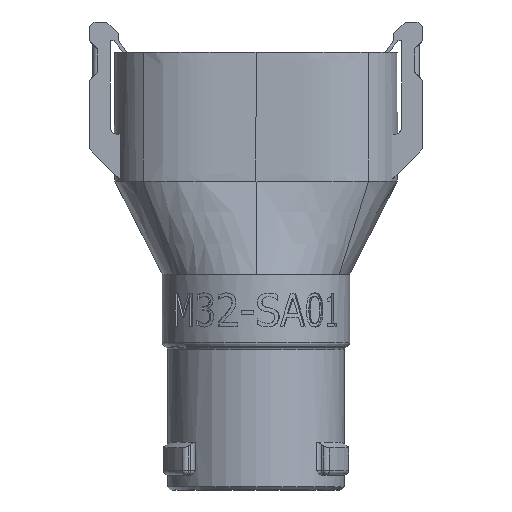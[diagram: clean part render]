
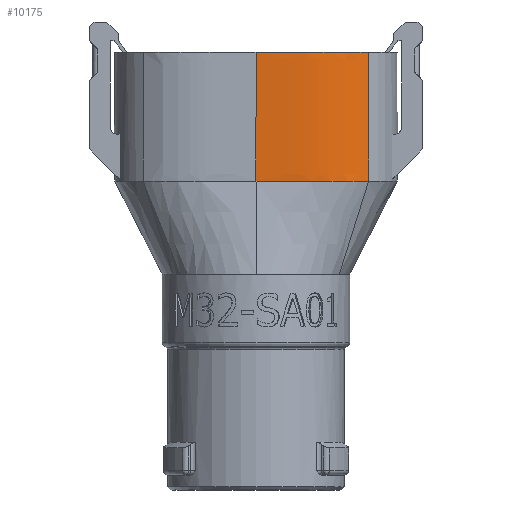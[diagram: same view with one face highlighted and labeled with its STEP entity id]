
A CAD part, front view. The second image highlights one B-rep face of the part: STEP entity #10175.
In plain terms, the highlighted face is a extrusion surface.
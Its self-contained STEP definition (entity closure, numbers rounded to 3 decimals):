
#9623=CARTESIAN_POINT('Vertex',(24.05,-12.4,66.)) ;
#9646=CARTESIAN_POINT('Vertex',(24.05,-12.4,93.5)) ;
#9649=CARTESIAN_POINT('Line Origine',(24.05,-12.4,66.)) ;
#9735=CARTESIAN_POINT('Control Point',(0.,-16.5,93.5)) ;
#9736=CARTESIAN_POINT('Control Point',(1.06,-16.5,93.5)) ;
#9737=CARTESIAN_POINT('Control Point',(2.116,-16.5,93.5)) ;
#9738=CARTESIAN_POINT('Control Point',(3.17,-16.503,93.5)) ;
#9739=CARTESIAN_POINT('Control Point',(5.143,-16.516,93.5)) ;
#9740=CARTESIAN_POINT('Control Point',(7.128,-16.522,93.5)) ;
#9741=CARTESIAN_POINT('Control Point',(8.056,-16.521,93.5)) ;
#9742=CARTESIAN_POINT('Control Point',(9.824,-16.499,93.5)) ;
#9743=CARTESIAN_POINT('Control Point',(11.622,-16.412,93.5)) ;
#9744=CARTESIAN_POINT('Control Point',(12.468,-16.351,93.5)) ;
#9745=CARTESIAN_POINT('Control Point',(14.469,-16.147,93.5)) ;
#9746=CARTESIAN_POINT('Control Point',(16.489,-15.771,93.5)) ;
#9747=CARTESIAN_POINT('Control Point',(17.64,-15.49,93.5)) ;
#9748=CARTESIAN_POINT('Control Point',(19.365,-14.949,93.5)) ;
#9749=CARTESIAN_POINT('Control Point',(21.039,-14.213,93.5)) ;
#9750=CARTESIAN_POINT('Control Point',(21.598,-13.94,93.5)) ;
#9751=CARTESIAN_POINT('Control Point',(22.435,-13.487,93.5)) ;
#9752=CARTESIAN_POINT('Control Point',(23.243,-12.973,93.5)) ;
#9753=CARTESIAN_POINT('Control Point',(23.517,-12.789,93.5)) ;
#9754=CARTESIAN_POINT('Control Point',(23.786,-12.598,93.5)) ;
#9755=CARTESIAN_POINT('Control Point',(24.05,-12.4,93.5)) ;
#9756=CARTESIAN_POINT('Vertex',(0.,-16.5,93.5)) ;
#10104=CARTESIAN_POINT('Control Point',(0.,-16.5,66.)) ;
#10105=CARTESIAN_POINT('Control Point',(0.629,-16.5,66.)) ;
#10106=CARTESIAN_POINT('Control Point',(1.883,-16.5,66.)) ;
#10107=CARTESIAN_POINT('Control Point',(3.444,-16.506,66.)) ;
#10108=CARTESIAN_POINT('Control Point',(5.008,-16.514,66.)) ;
#10109=CARTESIAN_POINT('Control Point',(6.263,-16.52,66.)) ;
#10110=CARTESIAN_POINT('Control Point',(7.69,-16.519,66.)) ;
#10111=CARTESIAN_POINT('Control Point',(8.651,-16.51,66.)) ;
#10112=CARTESIAN_POINT('Control Point',(9.624,-16.49,66.)) ;
#10113=CARTESIAN_POINT('Control Point',(10.278,-16.469,66.)) ;
#10114=CARTESIAN_POINT('Control Point',(11.106,-16.432,66.)) ;
#10115=CARTESIAN_POINT('Control Point',(11.776,-16.392,66.)) ;
#10116=CARTESIAN_POINT('Control Point',(12.624,-16.325,66.)) ;
#10117=CARTESIAN_POINT('Control Point',(13.311,-16.257,66.)) ;
#10118=CARTESIAN_POINT('Control Point',(14.353,-16.128,66.)) ;
#10119=CARTESIAN_POINT('Control Point',(15.409,-15.962,66.)) ;
#10120=CARTESIAN_POINT('Control Point',(17.012,-15.626,66.)) ;
#10121=CARTESIAN_POINT('Control Point',(18.452,-15.227,66.)) ;
#10122=CARTESIAN_POINT('Control Point',(20.248,-14.574,66.)) ;
#10123=CARTESIAN_POINT('Control Point',(22.026,-13.756,66.)) ;
#10124=CARTESIAN_POINT('Control Point',(23.393,-12.893,66.)) ;
#10125=CARTESIAN_POINT('Control Point',(24.05,-12.4,66.)) ;
#10130=CARTESIAN_POINT('Control Point',(0.,-16.5,66.)) ;
#10131=CARTESIAN_POINT('Control Point',(0.629,-16.5,66.)) ;
#10132=CARTESIAN_POINT('Control Point',(1.883,-16.5,66.)) ;
#10133=CARTESIAN_POINT('Control Point',(3.444,-16.506,66.)) ;
#10134=CARTESIAN_POINT('Control Point',(5.008,-16.514,66.)) ;
#10135=CARTESIAN_POINT('Control Point',(6.263,-16.52,66.)) ;
#10136=CARTESIAN_POINT('Control Point',(7.69,-16.519,66.)) ;
#10137=CARTESIAN_POINT('Control Point',(8.651,-16.51,66.)) ;
#10138=CARTESIAN_POINT('Control Point',(9.624,-16.49,66.)) ;
#10139=CARTESIAN_POINT('Control Point',(10.278,-16.469,66.)) ;
#10140=CARTESIAN_POINT('Control Point',(11.033,-16.435,66.)) ;
#10141=CARTESIAN_POINT('Control Point',(11.46,-16.411,66.)) ;
#10142=CARTESIAN_POINT('Control Point',(11.722,-16.393,66.)) ;
#10143=CARTESIAN_POINT('Vertex',(0.,-16.499,66.)) ;
#10145=CARTESIAN_POINT('Vertex',(11.722,-16.393,66.)) ;
#10149=CARTESIAN_POINT('Control Point',(11.722,-16.393,66.)) ;
#10150=CARTESIAN_POINT('Control Point',(11.797,-16.388,66.)) ;
#10151=CARTESIAN_POINT('Control Point',(12.04,-16.371,66.)) ;
#10152=CARTESIAN_POINT('Control Point',(12.624,-16.325,66.)) ;
#10153=CARTESIAN_POINT('Control Point',(13.311,-16.257,66.)) ;
#10154=CARTESIAN_POINT('Control Point',(14.353,-16.128,66.)) ;
#10155=CARTESIAN_POINT('Control Point',(15.409,-15.962,66.)) ;
#10156=CARTESIAN_POINT('Control Point',(17.012,-15.626,66.)) ;
#10157=CARTESIAN_POINT('Control Point',(18.452,-15.227,66.)) ;
#10158=CARTESIAN_POINT('Control Point',(20.248,-14.574,66.)) ;
#10159=CARTESIAN_POINT('Control Point',(22.026,-13.756,66.)) ;
#10160=CARTESIAN_POINT('Control Point',(23.393,-12.893,66.)) ;
#10161=CARTESIAN_POINT('Control Point',(24.05,-12.4,66.)) ;
#10163=CARTESIAN_POINT('Line Origine',(0.,-16.5,66.)) ;
#9650=DIRECTION('Vector Direction',(0.,0.,-1.)) ;
#10126=DIRECTION('Vector Direction',(0.,0.,1.)) ;
#10164=DIRECTION('Vector Direction',(0.,0.,1.)) ;
#9651=VECTOR('Line Direction',#9650,1.) ;
#10127=VECTOR('Extrusion Surface Vector',#10126,1.) ;
#10165=VECTOR('Line Direction',#10164,1.) ;
#10169=ORIENTED_EDGE('',*,*,#10147,.T.) ;
#10170=ORIENTED_EDGE('',*,*,#10162,.T.) ;
#10171=ORIENTED_EDGE('',*,*,#9653,.T.) ;
#10172=ORIENTED_EDGE('',*,*,#9758,.F.) ;
#10173=ORIENTED_EDGE('',*,*,#10167,.F.) ;
#10175=ADVANCED_FACE('Body.3',(#10174),#10128,.T.) ;
#9734=B_SPLINE_CURVE_WITH_KNOTS('',5,(#9735,#9736,#9737,#9738,#9739,#9740,#9741,#9742,#9743,#9744,#9745,#9746,#9747,#9748,#9749,#9750,#9751,#9752,#9753,#9754,#9755),.UNSPECIFIED.,.F.,.U.,(6,3,3,3,3,3,6),(0.,7.867,14.718,20.837,28.916,33.057,35.217),.UNSPECIFIED.) ;
#10103=B_SPLINE_CURVE_WITH_KNOTS('',3,(#10104,#10105,#10106,#10107,#10108,#10109,#10110,#10111,#10112,#10113,#10114,#10115,#10116,#10117,#10118,#10119,#10120,#10121,#10122,#10123,#10124,#10125),.UNSPECIFIED.,.F.,.U.,(4,1,1,1,1,1,1,1,1,1,1,1,1,1,1,1,1,1,1,4),(0.,2.073,4.145,5.181,7.254,8.29,9.845,10.363,11.399,11.917,12.953,13.472,14.508,15.026,16.58,17.617,19.689,20.726,22.798,24.871),.UNSPECIFIED.) ;
#10129=B_SPLINE_CURVE_WITH_KNOTS('',3,(#10130,#10131,#10132,#10133,#10134,#10135,#10136,#10137,#10138,#10139,#10140,#10141,#10142),.UNSPECIFIED.,.F.,.U.,(4,1,1,1,1,1,1,1,1,1,4),(0.,2.073,4.145,5.181,7.254,8.29,9.845,10.363,11.399,11.917,12.723),.UNSPECIFIED.) ;
#10148=B_SPLINE_CURVE_WITH_KNOTS('',3,(#10149,#10150,#10151,#10152,#10153,#10154,#10155,#10156,#10157,#10158,#10159,#10160,#10161),.UNSPECIFIED.,.F.,.U.,(4,1,1,1,1,1,1,1,1,1,4),(12.723,12.953,13.472,14.508,15.026,16.58,17.617,19.689,20.726,22.798,24.871),.UNSPECIFIED.) ;
#9653=EDGE_CURVE('',#9624,#9647,#9652,.F.) ;
#9758=EDGE_CURVE('',#9757,#9647,#9734,.T.) ;
#10147=EDGE_CURVE('',#10144,#10146,#10129,.T.) ;
#10162=EDGE_CURVE('',#10146,#9624,#10148,.T.) ;
#10167=EDGE_CURVE('',#10144,#9757,#10166,.T.) ;
#10168=EDGE_LOOP('',(#10169,#10170,#10171,#10172,#10173)) ;
#10174=FACE_OUTER_BOUND('',#10168,.T.) ;
#9652=LINE('Line',#9649,#9651) ;
#10166=LINE('Line',#10163,#10165) ;
#10128=SURFACE_OF_LINEAR_EXTRUSION('generated tabulated cylinder',#10103,#10127) ;
#9624=VERTEX_POINT('',#9623) ;
#9647=VERTEX_POINT('',#9646) ;
#9757=VERTEX_POINT('',#9756) ;
#10144=VERTEX_POINT('',#10143) ;
#10146=VERTEX_POINT('',#10145) ;
